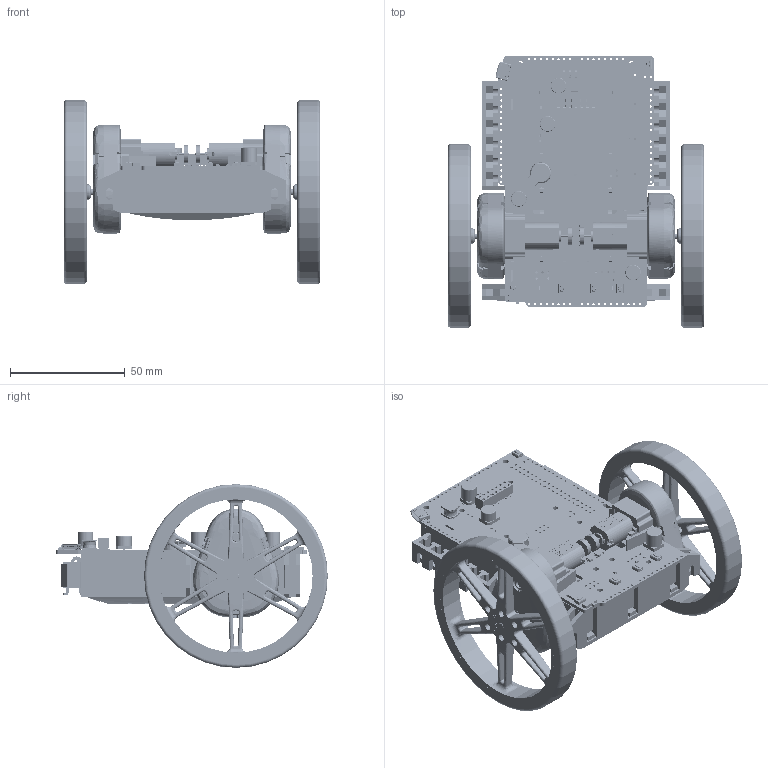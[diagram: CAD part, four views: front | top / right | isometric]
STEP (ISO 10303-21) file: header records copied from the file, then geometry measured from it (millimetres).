
FILE_DESCRIPTION (( 'STEP AP214' ), '1' );
FILE_NAME ('balboa-balancing-robot-kit.step', '2017-12-26T17:56:35', ( '' ), ( '' ), 'SwSTEP 2.0', 'SolidWorks 2016', '' );
FILE_SCHEMA (( 'AUTOMOTIVE_DESIGN' ));
Length unit declared in the file: millimetre
Products named in the file (5): bal01a01; wheel_black; balboa-balancing-robot-kit; chassis; battery-cover
Assembly tree (5 placements, depth 2):
  balboa-balancing-robot-kit
    chassis
    battery-cover
    wheel_black  x2
    bal01a01
Bounding box: 111.6 x 118.23 x 80 mm (x, y, z)
Volume: 132286.7 mm3; surface area: 103115.9 mm2
Topology: 6 solids, 17 shells, 6751 faces, 18361 edges, 11858 vertices
Faces by surface type: plane 3906, cylinder 1505, bspline 927, cone 277, torus 108, sphere 28
Full cylindrical faces by diameter (mm): 0.25 x1, 0.4 x12, 0.5 x2, 0.7 x20, 0.9 x2, 1 x6, 1.016 x142, 1.1 x4, 2 x2, 2.4 x66, 2.5 x1, 2.7 x2, 3 x4, 3.099 x12, 3.2 x5, 4.2 x8, 5 x34, 5.6 x8, 5.8 x4, 6.6 x2, 6.8 x4, 7.65 x2, 66.8 x2, 70 x4, 70.02 x4, 80 x2
Entity records: 256851 total; most frequent: CARTESIAN_POINT 70625, ORIENTED_EDGE 33082, DIRECTION 28037, EDGE_CURVE 16541, VECTOR 11249, LINE 11249, VERTEX_POINT 10916, AXIS2_PLACEMENT_3D 8394
